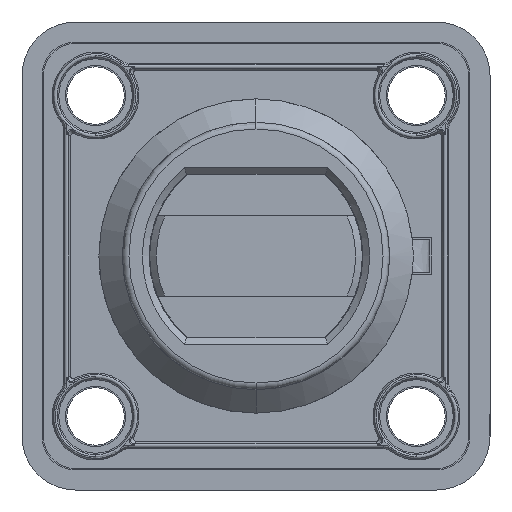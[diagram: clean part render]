
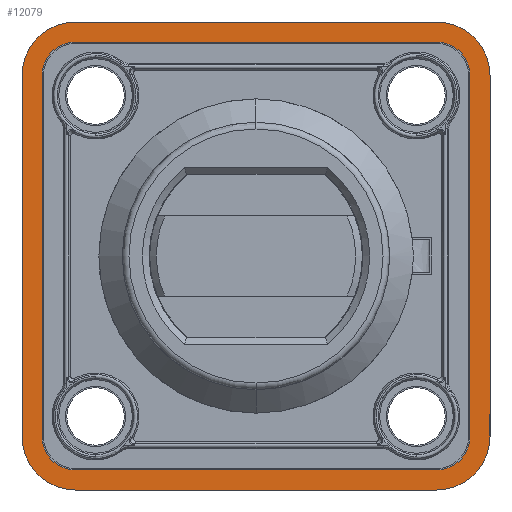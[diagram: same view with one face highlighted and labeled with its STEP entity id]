
A CAD part, left-side view. The second image highlights one B-rep face of the part: STEP entity #12079.
In plain terms, the highlighted face is planar.
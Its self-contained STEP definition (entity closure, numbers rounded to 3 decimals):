
#873=DIRECTION('',(1.,0.,0.));
#874=VECTOR('',#873,27.);
#875=CARTESIAN_POINT('',(-13.5,17.5,-5.));
#876=LINE('',#875,#874);
#894=DIRECTION('',(0.,1.,0.));
#895=VECTOR('',#894,27.);
#896=CARTESIAN_POINT('',(-17.5,-13.5,-5.));
#897=LINE('',#896,#895);
#915=DIRECTION('',(-1.,0.,0.));
#916=VECTOR('',#915,27.);
#917=CARTESIAN_POINT('',(13.5,-17.5,-5.));
#918=LINE('',#917,#916);
#936=DIRECTION('',(0.,-1.,0.));
#937=VECTOR('',#936,27.);
#938=CARTESIAN_POINT('',(17.5,13.5,-5.));
#939=LINE('',#938,#937);
#957=CARTESIAN_POINT('',(-13.5,13.5,-5.));
#958=DIRECTION('',(0.,0.,1.));
#959=DIRECTION('',(0.,1.,0.));
#960=AXIS2_PLACEMENT_3D('',#957,#958,#959);
#965=CARTESIAN_POINT('',(-13.5,-13.5,-5.));
#966=DIRECTION('',(0.,0.,1.));
#967=DIRECTION('',(-1.,0.,0.));
#968=AXIS2_PLACEMENT_3D('',#965,#966,#967);
#973=CARTESIAN_POINT('',(13.5,-13.5,-5.));
#974=DIRECTION('',(0.,0.,1.));
#975=DIRECTION('',(0.,-1.,0.));
#976=AXIS2_PLACEMENT_3D('',#973,#974,#975);
#981=CARTESIAN_POINT('',(13.5,13.5,-5.));
#982=DIRECTION('',(0.,0.,1.));
#983=DIRECTION('',(1.,0.,0.));
#984=AXIS2_PLACEMENT_3D('',#981,#982,#983);
#989=CARTESIAN_POINT('',(-13.5,-13.5,-5.));
#990=DIRECTION('',(0.,0.,-1.));
#991=DIRECTION('',(0.,-1.,0.));
#992=AXIS2_PLACEMENT_3D('',#989,#990,#991);
#997=CARTESIAN_POINT('',(-13.5,13.5,-5.));
#998=DIRECTION('',(0.,0.,-1.));
#999=DIRECTION('',(-1.,0.,0.));
#1000=AXIS2_PLACEMENT_3D('',#997,#998,#999);
#1005=CARTESIAN_POINT('',(13.5,13.5,-5.));
#1006=DIRECTION('',(0.,0.,-1.));
#1007=DIRECTION('',(0.,1.,0.));
#1008=AXIS2_PLACEMENT_3D('',#1005,#1006,#1007);
#1013=CARTESIAN_POINT('',(13.5,-13.5,-5.));
#1014=DIRECTION('',(0.,0.,-1.));
#1015=DIRECTION('',(1.,0.,0.));
#1016=AXIS2_PLACEMENT_3D('',#1013,#1014,#1015);
#1035=DIRECTION('',(1.,0.,0.));
#1036=VECTOR('',#1035,27.);
#1037=CARTESIAN_POINT('',(-13.5,-16.,-5.));
#1038=LINE('',#1037,#1036);
#1056=DIRECTION('',(0.,1.,0.));
#1057=VECTOR('',#1056,27.);
#1058=CARTESIAN_POINT('',(16.,-13.5,-5.));
#1059=LINE('',#1058,#1057);
#1077=DIRECTION('',(-1.,0.,0.));
#1078=VECTOR('',#1077,27.);
#1079=CARTESIAN_POINT('',(13.5,16.,-5.));
#1080=LINE('',#1079,#1078);
#1098=DIRECTION('',(0.,-1.,0.));
#1099=VECTOR('',#1098,27.);
#1100=CARTESIAN_POINT('',(-16.,13.5,-5.));
#1101=LINE('',#1100,#1099);
#10345=CARTESIAN_POINT('',(-13.5,17.5,-5.));
#10346=VERTEX_POINT('',#10345);
#10347=CARTESIAN_POINT('',(13.5,17.5,-5.));
#10348=VERTEX_POINT('',#10347);
#10349=CARTESIAN_POINT('',(-17.5,13.5,-5.));
#10350=VERTEX_POINT('',#10349);
#10351=CARTESIAN_POINT('',(-17.5,-13.5,-5.));
#10352=VERTEX_POINT('',#10351);
#10353=CARTESIAN_POINT('',(-13.5,-17.5,-5.));
#10354=VERTEX_POINT('',#10353);
#10355=CARTESIAN_POINT('',(13.5,-17.5,-5.));
#10356=VERTEX_POINT('',#10355);
#10357=CARTESIAN_POINT('',(17.5,-13.5,-5.));
#10358=VERTEX_POINT('',#10357);
#10359=CARTESIAN_POINT('',(17.5,13.5,-5.));
#10360=VERTEX_POINT('',#10359);
#10361=CARTESIAN_POINT('',(-13.5,-16.,-5.));
#10362=CARTESIAN_POINT('',(-16.,-13.5,-5.));
#10363=VERTEX_POINT('',#10361);
#10364=VERTEX_POINT('',#10362);
#10365=CARTESIAN_POINT('',(-16.,13.5,-5.));
#10366=VERTEX_POINT('',#10365);
#10367=CARTESIAN_POINT('',(-13.5,16.,-5.));
#10368=VERTEX_POINT('',#10367);
#10369=CARTESIAN_POINT('',(13.5,16.,-5.));
#10370=VERTEX_POINT('',#10369);
#10371=CARTESIAN_POINT('',(16.,13.5,-5.));
#10372=VERTEX_POINT('',#10371);
#10373=CARTESIAN_POINT('',(16.,-13.5,-5.));
#10374=VERTEX_POINT('',#10373);
#10375=CARTESIAN_POINT('',(13.5,-16.,-5.));
#10376=VERTEX_POINT('',#10375);
#12046=CARTESIAN_POINT('',(0.,0.,-5.));
#12047=DIRECTION('',(0.,0.,1.));
#12048=DIRECTION('',(1.,0.,0.));
#12049=AXIS2_PLACEMENT_3D('',#12046,#12047,#12048);
#12050=PLANE('',#12049);
#12051=ORIENTED_EDGE('',*,*,#11957,.T.);
#12052=ORIENTED_EDGE('',*,*,#11971,.F.);
#12053=ORIENTED_EDGE('',*,*,#11985,.T.);
#12054=ORIENTED_EDGE('',*,*,#11999,.F.);
#12055=ORIENTED_EDGE('',*,*,#12013,.T.);
#12056=ORIENTED_EDGE('',*,*,#12027,.F.);
#12057=ORIENTED_EDGE('',*,*,#12040,.T.);
#12058=ORIENTED_EDGE('',*,*,#11942,.F.);
#12059=EDGE_LOOP('',(#12051,#12052,#12053,#12054,#12055,#12056,#12057,#12058));
#12060=FACE_OUTER_BOUND('',#12059,.F.);
#12062=ORIENTED_EDGE('',*,*,#12061,.T.);
#12064=ORIENTED_EDGE('',*,*,#12063,.F.);
#12066=ORIENTED_EDGE('',*,*,#12065,.T.);
#12068=ORIENTED_EDGE('',*,*,#12067,.F.);
#12070=ORIENTED_EDGE('',*,*,#12069,.T.);
#12072=ORIENTED_EDGE('',*,*,#12071,.F.);
#12074=ORIENTED_EDGE('',*,*,#12073,.T.);
#12076=ORIENTED_EDGE('',*,*,#12075,.F.);
#12077=EDGE_LOOP('',(#12062,#12064,#12066,#12068,#12070,#12072,#12074,#12076));
#12078=FACE_BOUND('',#12077,.F.);
#961=CIRCLE('',#960,4.);
#969=CIRCLE('',#968,4.);
#977=CIRCLE('',#976,4.);
#985=CIRCLE('',#984,4.);
#993=CIRCLE('',#992,2.5);
#1001=CIRCLE('',#1000,2.5);
#1009=CIRCLE('',#1008,2.5);
#1017=CIRCLE('',#1016,2.5);
#11942=EDGE_CURVE('',#10346,#10348,#876,.T.);
#11957=EDGE_CURVE('',#10346,#10350,#961,.T.);
#11971=EDGE_CURVE('',#10352,#10350,#897,.T.);
#11985=EDGE_CURVE('',#10352,#10354,#969,.T.);
#11999=EDGE_CURVE('',#10356,#10354,#918,.T.);
#12013=EDGE_CURVE('',#10356,#10358,#977,.T.);
#12027=EDGE_CURVE('',#10360,#10358,#939,.T.);
#12040=EDGE_CURVE('',#10360,#10348,#985,.T.);
#12061=EDGE_CURVE('',#10363,#10364,#993,.T.);
#12063=EDGE_CURVE('',#10366,#10364,#1101,.T.);
#12065=EDGE_CURVE('',#10366,#10368,#1001,.T.);
#12067=EDGE_CURVE('',#10370,#10368,#1080,.T.);
#12069=EDGE_CURVE('',#10370,#10372,#1009,.T.);
#12071=EDGE_CURVE('',#10374,#10372,#1059,.T.);
#12073=EDGE_CURVE('',#10374,#10376,#1017,.T.);
#12075=EDGE_CURVE('',#10363,#10376,#1038,.T.);
#12079=ADVANCED_FACE('',(#12060,#12078),#12050,.F.);
